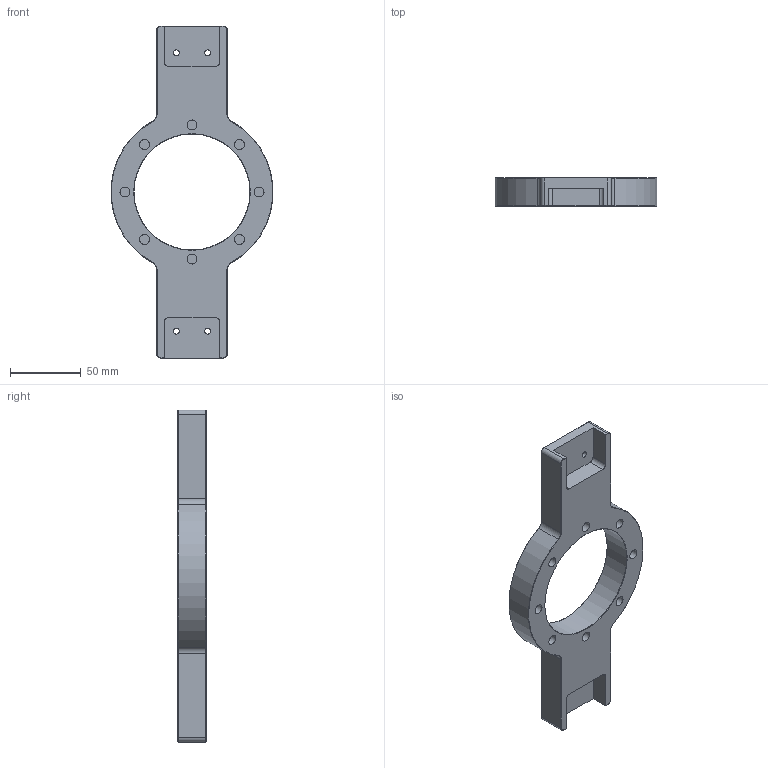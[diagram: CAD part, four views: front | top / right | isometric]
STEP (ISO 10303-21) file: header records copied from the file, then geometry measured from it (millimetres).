
FILE_DESCRIPTION(/* description */ (''),/* implementation_level */ '2;1');
FILE_NAME(/* name */ 'Head Thing.stp',/* time_stamp */ '2024-12-16T11:02:10-05:00',/* author */ ('mayhe'),/* organization */ (''),/* preprocessor_version */ 'ST-DEVELOPER v20',/* originating_system */ 'Autodesk Inventor 2025',/* authorisation */ '');
FILE_SCHEMA (('AUTOMOTIVE_DESIGN { 1 0 10303 214 3 1 1 }'));
Length unit declared in the file: millimetre
Products named in the file (1): Head Thing
Bounding box: 114.61 x 20 x 235 mm (x, y, z)
Volume: 194520.6 mm3; surface area: 42846.9 mm2
Topology: 1 solids, 1 shells, 115 faces, 269 edges, 168 vertices
Faces by surface type: plane 66, cylinder 27, cone 22
Full cylindrical faces by diameter (mm): 4.134 x4, 7 x8, 82 x1
Entity records: 3310 total; most frequent: DIRECTION 577, CARTESIAN_POINT 553, ORIENTED_EDGE 538, EDGE_CURVE 269, LINE 193, VECTOR 193, AXIS2_PLACEMENT_3D 192, VERTEX_POINT 168
